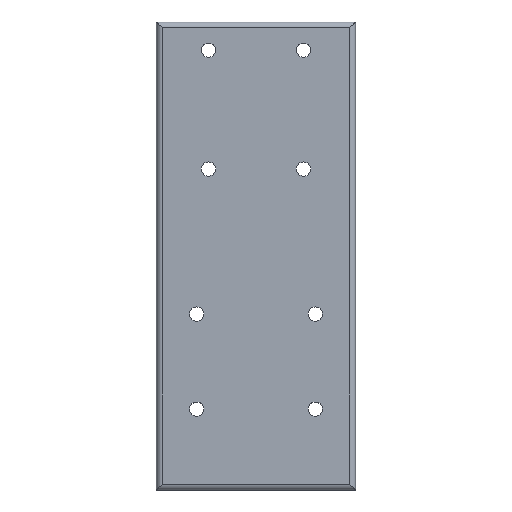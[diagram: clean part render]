
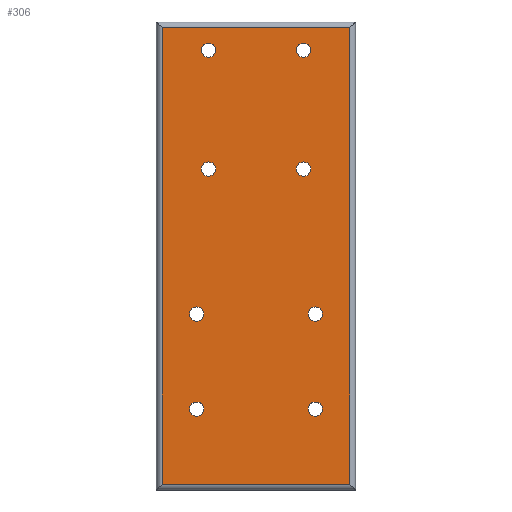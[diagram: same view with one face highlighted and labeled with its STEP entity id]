
A CAD part, top view. The second image highlights one B-rep face of the part: STEP entity #306.
In plain terms, the highlighted planar face has unit normal (0, 0, 1).
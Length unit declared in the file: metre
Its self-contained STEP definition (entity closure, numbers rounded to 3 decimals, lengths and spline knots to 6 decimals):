
#28=CIRCLE('',#338,0.0012);
#29=CIRCLE('',#339,0.0012);
#30=CIRCLE('',#340,0.0012);
#31=CIRCLE('',#341,0.0012);
#32=CIRCLE('',#342,0.0012);
#33=CIRCLE('',#343,0.0012);
#34=CIRCLE('',#344,0.0012);
#35=CIRCLE('',#345,0.0012);
#60=ORIENTED_EDGE('',*,*,#128,.T.);
#61=ORIENTED_EDGE('',*,*,#129,.T.);
#62=ORIENTED_EDGE('',*,*,#130,.T.);
#63=ORIENTED_EDGE('',*,*,#131,.T.);
#64=ORIENTED_EDGE('',*,*,#132,.T.);
#65=ORIENTED_EDGE('',*,*,#133,.T.);
#66=ORIENTED_EDGE('',*,*,#134,.T.);
#67=ORIENTED_EDGE('',*,*,#135,.T.);
#68=ORIENTED_EDGE('',*,*,#136,.T.);
#69=ORIENTED_EDGE('',*,*,#137,.T.);
#70=ORIENTED_EDGE('',*,*,#138,.T.);
#71=ORIENTED_EDGE('',*,*,#139,.T.);
#128=EDGE_CURVE('',#160,#161,#192,.T.);
#129=EDGE_CURVE('',#161,#162,#193,.T.);
#130=EDGE_CURVE('',#162,#163,#194,.F.);
#131=EDGE_CURVE('',#163,#160,#195,.F.);
#132=EDGE_CURVE('',#164,#164,#28,.F.);
#133=EDGE_CURVE('',#165,#165,#29,.F.);
#134=EDGE_CURVE('',#166,#166,#30,.F.);
#135=EDGE_CURVE('',#167,#167,#31,.F.);
#136=EDGE_CURVE('',#168,#168,#32,.F.);
#137=EDGE_CURVE('',#169,#169,#33,.F.);
#138=EDGE_CURVE('',#170,#170,#34,.F.);
#139=EDGE_CURVE('',#171,#171,#35,.F.);
#160=VERTEX_POINT('',#492);
#161=VERTEX_POINT('',#493);
#162=VERTEX_POINT('',#495);
#163=VERTEX_POINT('',#497);
#164=VERTEX_POINT('',#500);
#165=VERTEX_POINT('',#502);
#166=VERTEX_POINT('',#504);
#167=VERTEX_POINT('',#506);
#168=VERTEX_POINT('',#508);
#169=VERTEX_POINT('',#510);
#170=VERTEX_POINT('',#512);
#171=VERTEX_POINT('',#514);
#192=LINE('',#491,#208);
#193=LINE('',#494,#209);
#194=LINE('',#496,#210);
#195=LINE('',#498,#211);
#208=VECTOR('',#395,1.);
#209=VECTOR('',#396,1.);
#210=VECTOR('',#397,1.);
#211=VECTOR('',#398,1.);
#216=EDGE_LOOP('',(#60,#61,#62,#63));
#217=EDGE_LOOP('',(#64));
#218=EDGE_LOOP('',(#65));
#219=EDGE_LOOP('',(#66));
#220=EDGE_LOOP('',(#67));
#221=EDGE_LOOP('',(#68));
#222=EDGE_LOOP('',(#69));
#223=EDGE_LOOP('',(#70));
#224=EDGE_LOOP('',(#71));
#258=FACE_BOUND('',#216,.T.);
#259=FACE_BOUND('',#217,.T.);
#260=FACE_BOUND('',#218,.T.);
#261=FACE_BOUND('',#219,.T.);
#262=FACE_BOUND('',#220,.T.);
#263=FACE_BOUND('',#221,.T.);
#264=FACE_BOUND('',#222,.T.);
#265=FACE_BOUND('',#223,.T.);
#266=FACE_BOUND('',#224,.T.);
#300=PLANE('',#337);
#306=ADVANCED_FACE('',(#258,#259,#260,#261,#262,#263,#264,#265,#266),#300,
 .T.);
#337=AXIS2_PLACEMENT_3D('',#490,#393,#394);
#338=AXIS2_PLACEMENT_3D('',#499,#399,#400);
#339=AXIS2_PLACEMENT_3D('',#501,#401,#402);
#340=AXIS2_PLACEMENT_3D('',#503,#403,#404);
#341=AXIS2_PLACEMENT_3D('',#505,#405,#406);
#342=AXIS2_PLACEMENT_3D('',#507,#407,#408);
#343=AXIS2_PLACEMENT_3D('',#509,#409,#410);
#344=AXIS2_PLACEMENT_3D('',#511,#411,#412);
#345=AXIS2_PLACEMENT_3D('',#513,#413,#414);
#393=DIRECTION('',(0.,0.,1.));
#394=DIRECTION('',(1.,0.,0.));
#395=DIRECTION('',(0.,-1.,0.));
#396=DIRECTION('',(1.,0.,0.));
#397=DIRECTION('',(0.,-1.,0.));
#398=DIRECTION('',(1.,0.,0.));
#399=DIRECTION('',(0.,0.,1.));
#400=DIRECTION('',(1.,0.,0.));
#401=DIRECTION('',(0.,0.,1.));
#402=DIRECTION('',(1.,0.,0.));
#403=DIRECTION('',(0.,0.,1.));
#404=DIRECTION('',(1.,0.,0.));
#405=DIRECTION('',(0.,0.,1.));
#406=DIRECTION('',(1.,0.,0.));
#407=DIRECTION('',(0.,0.,1.));
#408=DIRECTION('',(1.,0.,0.));
#409=DIRECTION('',(0.,0.,1.));
#410=DIRECTION('',(1.,0.,0.));
#411=DIRECTION('',(0.,0.,1.));
#412=DIRECTION('',(1.,0.,0.));
#413=DIRECTION('',(0.,0.,1.));
#414=DIRECTION('',(1.,0.,0.));
#490=CARTESIAN_POINT('',(-0.008,0.005808,0.004));
#491=CARTESIAN_POINT('',(-0.02375,-0.033572,0.004));
#492=CARTESIAN_POINT('',(-0.02375,0.044188,0.004));
#493=CARTESIAN_POINT('',(-0.02375,-0.032572,0.004));
#494=CARTESIAN_POINT('',(0.00875,-0.032572,0.004));
#495=CARTESIAN_POINT('',(0.00775,-0.032572,0.004));
#496=CARTESIAN_POINT('',(0.00775,0.005808,0.004));
#497=CARTESIAN_POINT('',(0.00775,0.044188,0.004));
#498=CARTESIAN_POINT('',(-0.008,0.044188,0.004));
#499=CARTESIAN_POINT('',(-0.016,0.040438,0.004));
#500=CARTESIAN_POINT('',(-0.0148,0.040438,0.004));
#501=CARTESIAN_POINT('',(0.,0.040438,0.004));
#502=CARTESIAN_POINT('',(0.0012,0.040438,0.004));
#503=CARTESIAN_POINT('',(0.,0.020438,0.004));
#504=CARTESIAN_POINT('',(0.0012,0.020438,0.004));
#505=CARTESIAN_POINT('',(-0.018,-0.003972,0.004));
#506=CARTESIAN_POINT('',(-0.0168,-0.003972,0.004));
#507=CARTESIAN_POINT('',(-0.018,-0.019972,0.004));
#508=CARTESIAN_POINT('',(-0.0168,-0.019972,0.004));
#509=CARTESIAN_POINT('',(0.002,-0.019972,0.004));
#510=CARTESIAN_POINT('',(0.0032,-0.019972,0.004));
#511=CARTESIAN_POINT('',(0.002,-0.003972,0.004));
#512=CARTESIAN_POINT('',(0.0032,-0.003972,0.004));
#513=CARTESIAN_POINT('',(-0.016,0.020438,0.004));
#514=CARTESIAN_POINT('',(-0.0148,0.020438,0.004));
